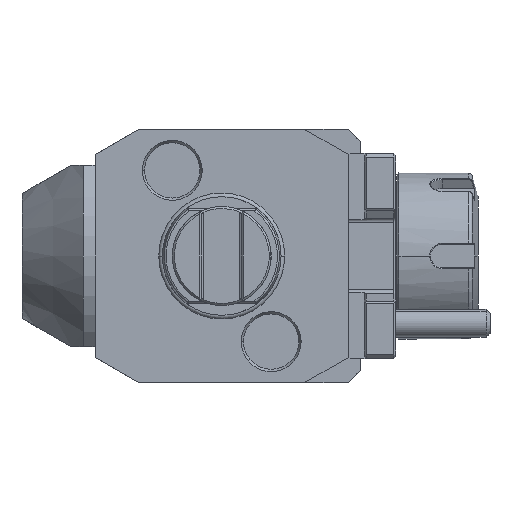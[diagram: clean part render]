
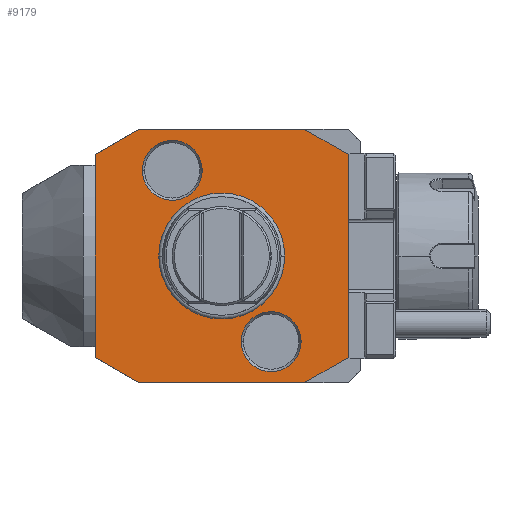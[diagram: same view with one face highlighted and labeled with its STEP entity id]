
A CAD part, front view. The second image highlights one B-rep face of the part: STEP entity #9179.
In plain terms, the highlighted planar face has unit normal (0, -1, 0).
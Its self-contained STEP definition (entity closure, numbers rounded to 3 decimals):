
#1=DIRECTION('',(-0.866,0.,-0.5));
#2=VECTOR('',#1,12.702);
#3=CARTESIAN_POINT('',(-21.,0.,32.));
#4=LINE('',#3,#2);
#5=DIRECTION('',(-1.,0.,0.));
#6=VECTOR('',#5,42.);
#7=CARTESIAN_POINT('',(21.,0.,32.));
#8=LINE('',#7,#6);
#9=DIRECTION('',(-0.866,0.,0.5));
#10=VECTOR('',#9,12.702);
#11=CARTESIAN_POINT('',(32.,0.,25.649));
#12=LINE('',#11,#10);
#13=DIRECTION('',(0.,0.,1.));
#14=VECTOR('',#13,51.298);
#15=CARTESIAN_POINT('',(32.,0.,-25.649));
#16=LINE('',#15,#14);
#17=DIRECTION('',(0.866,0.,0.5));
#18=VECTOR('',#17,12.702);
#19=CARTESIAN_POINT('',(21.,0.,-32.));
#20=LINE('',#19,#18);
#21=DIRECTION('',(1.,0.,0.));
#22=VECTOR('',#21,42.);
#23=CARTESIAN_POINT('',(-21.,0.,-32.));
#24=LINE('',#23,#22);
#25=DIRECTION('',(0.866,0.,-0.5));
#26=VECTOR('',#25,12.702);
#27=CARTESIAN_POINT('',(-32.,0.,-25.649));
#28=LINE('',#27,#26);
#29=DIRECTION('',(0.,0.,-1.));
#30=VECTOR('',#29,51.298);
#31=CARTESIAN_POINT('',(-32.,0.,25.649));
#32=LINE('',#31,#30);
#33=CARTESIAN_POINT('',(-12.5,0.,21.651));
#34=DIRECTION('',(0.,1.,0.));
#35=DIRECTION('',(1.,0.,0.));
#36=AXIS2_PLACEMENT_3D('',#33,#34,#35);
#38=CARTESIAN_POINT('',(-12.5,0.,21.651));
#39=DIRECTION('',(0.,1.,0.));
#40=DIRECTION('',(-1.,0.,0.));
#41=AXIS2_PLACEMENT_3D('',#38,#39,#40);
#43=CARTESIAN_POINT('',(12.5,0.,-21.651));
#44=DIRECTION('',(0.,1.,0.));
#45=DIRECTION('',(1.,0.,0.));
#46=AXIS2_PLACEMENT_3D('',#43,#44,#45);
#48=CARTESIAN_POINT('',(12.5,0.,-21.651));
#49=DIRECTION('',(0.,1.,0.));
#50=DIRECTION('',(-1.,0.,0.));
#51=AXIS2_PLACEMENT_3D('',#48,#49,#50);
#5425=CARTESIAN_POINT('',(0.,0.,0.));
#5426=DIRECTION('',(0.,-1.,0.));
#5427=DIRECTION('',(1.,0.,0.));
#5428=AXIS2_PLACEMENT_3D('',#5425,#5426,#5427);
#5430=CARTESIAN_POINT('',(0.,0.,0.));
#5431=DIRECTION('',(0.,-1.,0.));
#5432=DIRECTION('',(-1.,0.,0.));
#5433=AXIS2_PLACEMENT_3D('',#5430,#5431,#5432);
#8096=CARTESIAN_POINT('',(-4.923,0.,21.651));
#8097=CARTESIAN_POINT('',(-20.077,0.,21.651));
#8098=VERTEX_POINT('',#8096);
#8099=VERTEX_POINT('',#8097);
#8202=CARTESIAN_POINT('',(20.077,0.,
-21.651));
#8203=CARTESIAN_POINT('',(4.923,0.,
-21.651));
#8204=VERTEX_POINT('',#8202);
#8205=VERTEX_POINT('',#8203);
#8932=CARTESIAN_POINT('',(-21.,0.,32.));
#8933=CARTESIAN_POINT('',(-32.,0.,25.649));
#8934=VERTEX_POINT('',#8932);
#8935=VERTEX_POINT('',#8933);
#8936=CARTESIAN_POINT('',(-32.,0.,-25.649));
#8937=VERTEX_POINT('',#8936);
#8938=CARTESIAN_POINT('',(-21.,0.,-32.));
#8939=VERTEX_POINT('',#8938);
#8940=CARTESIAN_POINT('',(21.,0.,-32.));
#8941=VERTEX_POINT('',#8940);
#8942=CARTESIAN_POINT('',(32.,0.,-25.649));
#8943=CARTESIAN_POINT('',(32.,0.,25.649));
#8944=VERTEX_POINT('',#8942);
#8945=VERTEX_POINT('',#8943);
#8946=CARTESIAN_POINT('',(21.,0.,32.));
#8947=VERTEX_POINT('',#8946);
#8992=CARTESIAN_POINT('',(15.783,0.,0.));
#8993=CARTESIAN_POINT('',(-15.783,0.,0.));
#8994=VERTEX_POINT('',#8992);
#8995=VERTEX_POINT('',#8993);
#9138=CARTESIAN_POINT('',(0.,0.,0.));
#9139=DIRECTION('',(0.,-1.,0.));
#9140=DIRECTION('',(-1.,0.,0.));
#9141=AXIS2_PLACEMENT_3D('',#9138,#9139,#9140);
#9142=PLANE('',#9141);
#9144=ORIENTED_EDGE('',*,*,#9143,.F.);
#9146=ORIENTED_EDGE('',*,*,#9145,.F.);
#9148=ORIENTED_EDGE('',*,*,#9147,.F.);
#9150=ORIENTED_EDGE('',*,*,#9149,.F.);
#9152=ORIENTED_EDGE('',*,*,#9151,.F.);
#9154=ORIENTED_EDGE('',*,*,#9153,.F.);
#9156=ORIENTED_EDGE('',*,*,#9155,.F.);
#9158=ORIENTED_EDGE('',*,*,#9157,.F.);
#9159=EDGE_LOOP('',(#9144,#9146,#9148,#9150,#9152,#9154,#9156,#9158));
#9160=FACE_OUTER_BOUND('',#9159,.F.);
#9162=ORIENTED_EDGE('',*,*,#9161,.T.);
#9164=ORIENTED_EDGE('',*,*,#9163,.T.);
#9165=EDGE_LOOP('',(#9162,#9164));
#9166=FACE_BOUND('',#9165,.F.);
#9168=ORIENTED_EDGE('',*,*,#9167,.F.);
#9170=ORIENTED_EDGE('',*,*,#9169,.F.);
#9171=EDGE_LOOP('',(#9168,#9170));
#9172=FACE_BOUND('',#9171,.F.);
#9174=ORIENTED_EDGE('',*,*,#9173,.F.);
#9176=ORIENTED_EDGE('',*,*,#9175,.F.);
#9177=EDGE_LOOP('',(#9174,#9176));
#9178=FACE_BOUND('',#9177,.F.);
#37=CIRCLE('',#36,7.577);
#42=CIRCLE('',#41,7.577);
#47=CIRCLE('',#46,7.577);
#52=CIRCLE('',#51,7.577);
#5429=CIRCLE('',#5428,15.783);
#5434=CIRCLE('',#5433,15.783);
#9143=EDGE_CURVE('',#8934,#8935,#4,.T.);
#9145=EDGE_CURVE('',#8947,#8934,#8,.T.);
#9147=EDGE_CURVE('',#8945,#8947,#12,.T.);
#9149=EDGE_CURVE('',#8944,#8945,#16,.T.);
#9151=EDGE_CURVE('',#8941,#8944,#20,.T.);
#9153=EDGE_CURVE('',#8939,#8941,#24,.T.);
#9155=EDGE_CURVE('',#8937,#8939,#28,.T.);
#9157=EDGE_CURVE('',#8935,#8937,#32,.T.);
#9161=EDGE_CURVE('',#8994,#8995,#5429,.T.);
#9163=EDGE_CURVE('',#8995,#8994,#5434,.T.);
#9167=EDGE_CURVE('',#8098,#8099,#37,.T.);
#9169=EDGE_CURVE('',#8099,#8098,#42,.T.);
#9173=EDGE_CURVE('',#8204,#8205,#47,.T.);
#9175=EDGE_CURVE('',#8205,#8204,#52,.T.);
#9179=ADVANCED_FACE('',(#9160,#9166,#9172,#9178),#9142,.T.);
